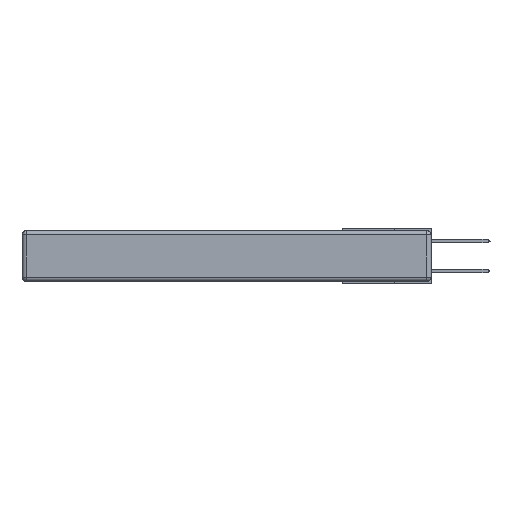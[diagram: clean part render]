
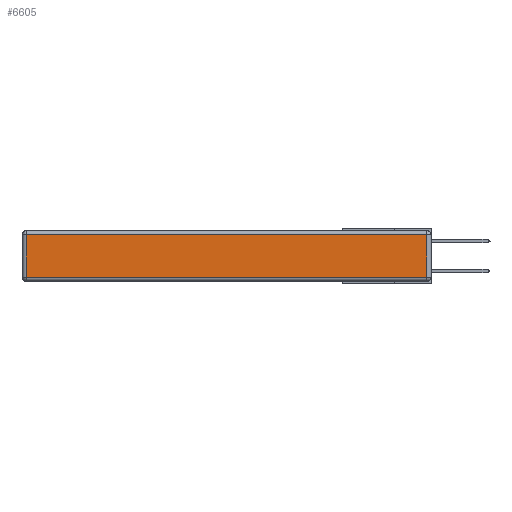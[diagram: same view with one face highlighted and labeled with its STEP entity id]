
A CAD part, left-side view. The second image highlights one B-rep face of the part: STEP entity #6605.
In plain terms, the highlighted planar face has unit normal (-1, 0, 0).
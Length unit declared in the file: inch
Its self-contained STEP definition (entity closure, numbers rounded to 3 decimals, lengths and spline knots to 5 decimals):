
#144 = LINE ( 'NONE', #16350, #14572 ) ;
#685 = LINE ( 'NONE', #11709, #1214 ) ;
#978 = VECTOR ( 'NONE', #11965, 39.37008 ) ;
#1214 = VECTOR ( 'NONE', #1555, 39.37008 ) ;
#1555 = DIRECTION ( 'NONE',  ( 0., 0., 1. ) ) ;
#1740 = CARTESIAN_POINT ( 'NONE',  ( 0., 2.75, -0.03 ) ) ;
#2040 = PLANE ( 'NONE',  #10271 ) ;
#2459 = CARTESIAN_POINT ( 'NONE',  ( 0., 0., -0.313 ) ) ;
#3237 = DIRECTION ( 'NONE',  ( -1., 0., 0. ) ) ;
#4251 = FACE_OUTER_BOUND ( 'NONE', #15671, .T. ) ;
#5155 = CARTESIAN_POINT ( 'NONE',  ( 0., 0.03, -0.03 ) ) ;
#5633 = EDGE_CURVE ( 'NONE', #12865, #19170, #20462, .T. ) ;
#5947 = CARTESIAN_POINT ( 'NONE',  ( 0., 0.03, -0.313 ) ) ;
#5988 = DIRECTION ( 'NONE',  ( 0., -1., 0. ) ) ;
#6605 = ADVANCED_FACE ( 'NONE', ( #4251 ), #2040, .T. ) ;
#6694 = CARTESIAN_POINT ( 'NONE',  ( 0., 0., -0.343 ) ) ;
#7315 = DIRECTION ( 'NONE',  ( 0., 0., 1. ) ) ;
#10271 = AXIS2_PLACEMENT_3D ( 'NONE', #6694, #3237, #7315 ) ;
#10477 = LINE ( 'NONE', #2459, #19992 ) ;
#11219 = DIRECTION ( 'NONE',  ( 0., 0., -1. ) ) ;
#11624 = CARTESIAN_POINT ( 'NONE',  ( 0., 2.72, -0.03 ) ) ;
#11709 = CARTESIAN_POINT ( 'NONE',  ( 0., 0.03, -0.343 ) ) ;
#11965 = DIRECTION ( 'NONE',  ( 0., 1., 0. ) ) ;
#12579 = CARTESIAN_POINT ( 'NONE',  ( 0., 2.72, -0.313 ) ) ;
#12865 = VERTEX_POINT ( 'NONE', #5155 ) ;
#12910 = ORIENTED_EDGE ( 'NONE', *, *, #20777, .T. ) ;
#13079 = EDGE_CURVE ( 'NONE', #13957, #15449, #10477, .T. ) ;
#13277 = ORIENTED_EDGE ( 'NONE', *, *, #5633, .T. ) ;
#13957 = VERTEX_POINT ( 'NONE', #12579 ) ;
#14403 = EDGE_CURVE ( 'NONE', #15449, #12865, #685, .T. ) ;
#14572 = VECTOR ( 'NONE', #11219, 39.37008 ) ;
#14619 = ORIENTED_EDGE ( 'NONE', *, *, #13079, .T. ) ;
#15449 = VERTEX_POINT ( 'NONE', #5947 ) ;
#15671 = EDGE_LOOP ( 'NONE', ( #14619, #18478, #13277, #12910 ) ) ;
#16350 = CARTESIAN_POINT ( 'NONE',  ( 0., 2.72, -0.343 ) ) ;
#18478 = ORIENTED_EDGE ( 'NONE', *, *, #14403, .T. ) ;
#19170 = VERTEX_POINT ( 'NONE', #11624 ) ;
#19992 = VECTOR ( 'NONE', #5988, 39.37008 ) ;
#20462 = LINE ( 'NONE', #1740, #978 ) ;
#20777 = EDGE_CURVE ( 'NONE', #19170, #13957, #144, .T. ) ;
